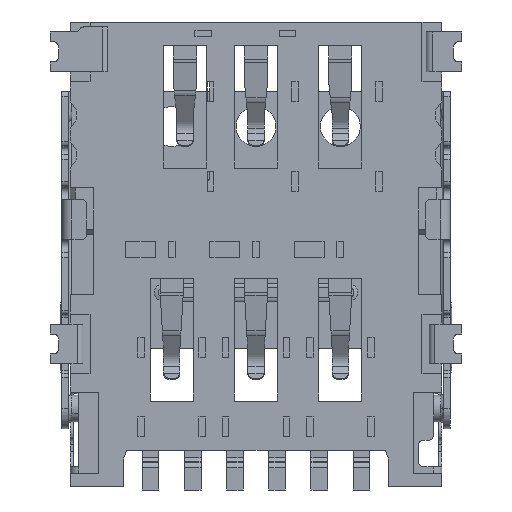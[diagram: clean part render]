
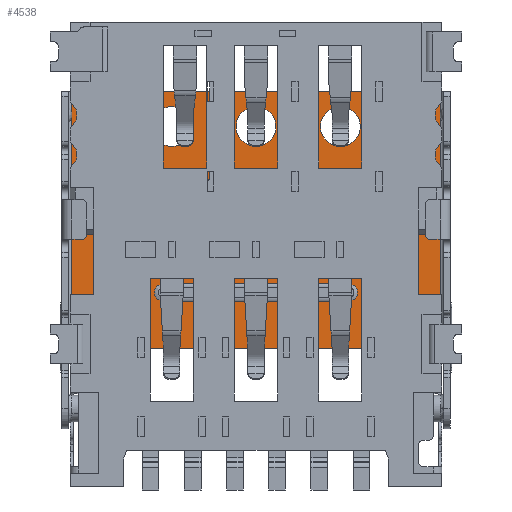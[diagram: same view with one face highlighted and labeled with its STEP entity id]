
A CAD part, front view. The second image highlights one B-rep face of the part: STEP entity #4538.
In plain terms, the highlighted planar face has unit normal (0, -1, 0).
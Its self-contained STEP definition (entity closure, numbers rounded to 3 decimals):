
#4538=ADVANCED_FACE('NONE',(#9376,#9377,#9378,#9379,#9380,#9381),#9382,.F.);
#9376=FACE_OUTER_BOUND('',#12541,.T.);
#9377=FACE_BOUND('',#12542,.T.);
#9378=FACE_BOUND('',#12543,.T.);
#9379=FACE_BOUND('',#12544,.T.);
#9380=FACE_BOUND('',#12545,.T.);
#9381=FACE_BOUND('',#12546,.T.);
#9382=PLANE('',#12547);
#12541=EDGE_LOOP('',(#21794,#21795,#21796,#21797,#21798,#21799,#21800,#21801,#21802,#21803,#21804,#21805));
#12542=EDGE_LOOP('',(#21806,#21807));
#12543=EDGE_LOOP('',(#21808,#21809));
#12544=EDGE_LOOP('',(#21810,#21811));
#12545=EDGE_LOOP('',(#21812,#21813,#21814,#21815));
#12546=EDGE_LOOP('',(#21816,#21817,#21818,#21819));
#12547=AXIS2_PLACEMENT_3D('',#21820,#21821,#21822);
#21794=ORIENTED_EDGE('',*,*,#28563,.F.);
#21795=ORIENTED_EDGE('',*,*,#28566,.F.);
#21796=ORIENTED_EDGE('',*,*,#28567,.F.);
#21797=ORIENTED_EDGE('',*,*,#28570,.F.);
#21798=ORIENTED_EDGE('',*,*,#28571,.F.);
#21799=ORIENTED_EDGE('',*,*,#28574,.F.);
#21800=ORIENTED_EDGE('',*,*,#28576,.F.);
#21801=ORIENTED_EDGE('',*,*,#28598,.T.);
#21802=ORIENTED_EDGE('',*,*,#28583,.F.);
#21803=ORIENTED_EDGE('',*,*,#28599,.T.);
#21804=ORIENTED_EDGE('',*,*,#28594,.F.);
#21805=ORIENTED_EDGE('',*,*,#28597,.F.);
#21806=ORIENTED_EDGE('',*,*,#28425,.F.);
#21807=ORIENTED_EDGE('',*,*,#28544,.F.);
#21808=ORIENTED_EDGE('',*,*,#28429,.F.);
#21809=ORIENTED_EDGE('',*,*,#28545,.F.);
#21810=ORIENTED_EDGE('',*,*,#28433,.F.);
#21811=ORIENTED_EDGE('',*,*,#28546,.F.);
#21812=ORIENTED_EDGE('',*,*,#28550,.F.);
#21813=ORIENTED_EDGE('',*,*,#28542,.T.);
#21814=ORIENTED_EDGE('',*,*,#28551,.F.);
#21815=ORIENTED_EDGE('',*,*,#28549,.F.);
#21816=ORIENTED_EDGE('',*,*,#28600,.T.);
#21817=ORIENTED_EDGE('',*,*,#28601,.T.);
#21818=ORIENTED_EDGE('',*,*,#28602,.T.);
#21819=ORIENTED_EDGE('',*,*,#28603,.T.);
#21820=CARTESIAN_POINT('',(5.772,1.2,-10.005));
#21821=DIRECTION('',(-0.0,1.0,0.0));
#21822=DIRECTION('',(1.0,0.0,0.0));
#28425=EDGE_CURVE('NONE',#32355,#32356,#32357,.T.);
#28429=EDGE_CURVE('NONE',#32363,#32364,#32365,.T.);
#28433=EDGE_CURVE('NONE',#32371,#32372,#32373,.T.);
#28542=EDGE_CURVE('NONE',#32586,#32584,#32587,.T.);
#28544=EDGE_CURVE('NONE',#32356,#32355,#32589,.T.);
#28545=EDGE_CURVE('NONE',#32364,#32363,#32590,.T.);
#28546=EDGE_CURVE('NONE',#32372,#32371,#32591,.T.);
#28549=EDGE_CURVE('NONE',#32594,#32592,#32596,.T.);
#28550=EDGE_CURVE('NONE',#32586,#32594,#32597,.T.);
#28551=EDGE_CURVE('NONE',#32592,#32584,#32598,.T.);
#28563=EDGE_CURVE('NONE',#32615,#32617,#32618,.T.);
#28566=EDGE_CURVE('NONE',#32620,#32615,#32622,.T.);
#28567=EDGE_CURVE('NONE',#32623,#32620,#32624,.T.);
#28570=EDGE_CURVE('NONE',#32626,#32623,#32628,.T.);
#28571=EDGE_CURVE('NONE',#32629,#32626,#32630,.T.);
#28574=EDGE_CURVE('NONE',#32632,#32629,#32634,.T.);
#28576=EDGE_CURVE('NONE',#32635,#32632,#32638,.T.);
#28583=EDGE_CURVE('NONE',#32648,#32650,#32651,.T.);
#28594=EDGE_CURVE('NONE',#32667,#32669,#32670,.T.);
#28597=EDGE_CURVE('NONE',#32617,#32667,#32674,.T.);
#28598=EDGE_CURVE('NONE',#32635,#32650,#32675,.T.);
#28599=EDGE_CURVE('NONE',#32648,#32669,#32676,.T.);
#28600=EDGE_CURVE('NONE',#32677,#32678,#32679,.T.);
#28601=EDGE_CURVE('NONE',#32678,#32680,#32681,.T.);
#28602=EDGE_CURVE('NONE',#32680,#32682,#32683,.T.);
#28603=EDGE_CURVE('NONE',#32682,#32677,#32684,.T.);
#32355=VERTEX_POINT('NONE',#36327);
#32356=VERTEX_POINT('NONE',#36328);
#32357=CIRCLE('',#36329,0.6);
#32363=VERTEX_POINT('NONE',#36337);
#32364=VERTEX_POINT('NONE',#36338);
#32365=CIRCLE('',#36339,0.6);
#32371=VERTEX_POINT('NONE',#36347);
#32372=VERTEX_POINT('NONE',#36348);
#32373=CIRCLE('',#36349,0.6);
#32584=VERTEX_POINT('NONE',#37000);
#32586=VERTEX_POINT('NONE',#37003);
#32587=CIRCLE('',#37004,0.85);
#32589=CIRCLE('',#37007,0.6);
#32590=CIRCLE('',#37008,0.6);
#32591=CIRCLE('',#37009,0.6);
#32592=VERTEX_POINT('NONE',#37010);
#32594=VERTEX_POINT('NONE',#37013);
#32596=CIRCLE('',#37016,0.85);
#32597=LINE('',#37017,#37018);
#32598=LINE('',#37019,#37020);
#32615=VERTEX_POINT('NONE',#37079);
#32617=VERTEX_POINT('NONE',#37082);
#32618=LINE('',#37083,#37084);
#32620=VERTEX_POINT('NONE',#37087);
#32622=CIRCLE('',#37090,0.5);
#32623=VERTEX_POINT('NONE',#37091);
#32624=LINE('',#37092,#37093);
#32626=VERTEX_POINT('NONE',#37096);
#32628=CIRCLE('',#37099,0.5);
#32629=VERTEX_POINT('NONE',#37100);
#32630=LINE('',#37101,#37102);
#32632=VERTEX_POINT('NONE',#37105);
#32634=CIRCLE('',#37108,0.5);
#32635=VERTEX_POINT('NONE',#37109);
#32638=LINE('',#37112,#37113);
#32648=VERTEX_POINT('NONE',#37126);
#32650=VERTEX_POINT('NONE',#37128);
#32651=LINE('',#37129,#37130);
#32667=VERTEX_POINT('NONE',#37152);
#32669=VERTEX_POINT('NONE',#37155);
#32670=LINE('',#37156,#37157);
#32674=CIRCLE('',#37162,0.5);
#32675=LINE('',#37163,#37164);
#32676=LINE('',#37165,#37166);
#32677=VERTEX_POINT('NONE',#37167);
#32678=VERTEX_POINT('NONE',#37168);
#32679=LINE('',#37169,#37170);
#32680=VERTEX_POINT('NONE',#37171);
#32681=CIRCLE('',#37172,0.259);
#32682=VERTEX_POINT('NONE',#37173);
#32683=LINE('',#37174,#37175);
#32684=CIRCLE('',#37176,0.259);
#36327=CARTESIAN_POINT('',(-3.14,1.2,-3.15));
#36328=CARTESIAN_POINT('',(-1.94,1.2,-3.15));
#36329=AXIS2_PLACEMENT_3D('',#41073,#41074,#41075);
#36337=CARTESIAN_POINT('',(-0.6,1.2,-3.15));
#36338=CARTESIAN_POINT('',(0.6,1.2,-3.15));
#36339=AXIS2_PLACEMENT_3D('',#41081,#41082,#41083);
#36347=CARTESIAN_POINT('',(1.94,1.2,-3.15));
#36348=CARTESIAN_POINT('',(3.14,1.2,-3.15));
#36349=AXIS2_PLACEMENT_3D('',#41089,#41090,#41091);
#37000=CARTESIAN_POINT('',(-2.5,1.2,-4.9));
#37003=CARTESIAN_POINT('',(-2.5,1.2,-6.6));
#37004=AXIS2_PLACEMENT_3D('',#41203,#41204,#41205);
#37007=AXIS2_PLACEMENT_3D('',#41207,#41208,#41209);
#37008=AXIS2_PLACEMENT_3D('',#41210,#41211,#41212);
#37009=AXIS2_PLACEMENT_3D('',#41213,#41214,#41215);
#37010=CARTESIAN_POINT('',(2.5,1.2,-4.9));
#37013=CARTESIAN_POINT('',(2.5,1.2,-6.6));
#37016=AXIS2_PLACEMENT_3D('',#41218,#41219,#41220);
#37017=CARTESIAN_POINT('',(0.,1.2,-6.6));
#37018=VECTOR('',#41221,1000.0);
#37019=CARTESIAN_POINT('',(0.,1.2,-4.9));
#37020=VECTOR('',#41222,1000.0);
#37079=CARTESIAN_POINT('',(-3.383,1.2,-9.75));
#37082=CARTESIAN_POINT('',(-3.917,1.2,-9.35));
#37083=CARTESIAN_POINT('',(-3.65,1.2,-9.55));
#37084=VECTOR('',#41238,1000.0);
#37087=CARTESIAN_POINT('',(-3.083,1.2,-9.85));
#37090=AXIS2_PLACEMENT_3D('',#41241,#41242,#41243);
#37091=CARTESIAN_POINT('',(3.083,1.2,-9.85));
#37092=CARTESIAN_POINT('',(0.,1.2,-9.85));
#37093=VECTOR('',#41244,1000.0);
#37096=CARTESIAN_POINT('',(3.383,1.2,-9.75));
#37099=AXIS2_PLACEMENT_3D('',#41247,#41248,#41249);
#37100=CARTESIAN_POINT('',(3.917,1.2,-9.35));
#37101=CARTESIAN_POINT('',(3.65,1.2,-9.55));
#37102=VECTOR('',#41250,1000.0);
#37105=CARTESIAN_POINT('',(4.217,1.2,-9.25));
#37108=AXIS2_PLACEMENT_3D('',#41253,#41254,#41255);
#37109=CARTESIAN_POINT('',(5.55,1.2,-9.25));
#37112=CARTESIAN_POINT('',(5.033,1.2,-9.25));
#37113=VECTOR('',#41259,1000.0);
#37126=CARTESIAN_POINT('',(-5.55,1.2,-2.1));
#37128=CARTESIAN_POINT('',(5.55,1.2,-2.1));
#37129=CARTESIAN_POINT('',(0.,1.2,-2.1));
#37130=VECTOR('',#41272,1000.0);
#37152=CARTESIAN_POINT('',(-4.217,1.2,-9.25));
#37155=CARTESIAN_POINT('',(-5.55,1.2,-9.25));
#37156=CARTESIAN_POINT('',(-5.033,1.2,-9.25));
#37157=VECTOR('',#41289,1000.0);
#37162=AXIS2_PLACEMENT_3D('',#41294,#41295,#41296);
#37163=CARTESIAN_POINT('',(5.55,1.2,-5.975));
#37164=VECTOR('',#41297,1000.0);
#37165=CARTESIAN_POINT('',(-5.55,1.2,-5.975));
#37166=VECTOR('',#41298,1000.0);
#37167=CARTESIAN_POINT('',(-2.8,1.2,-7.891));
#37168=CARTESIAN_POINT('',(2.8,1.2,-7.891));
#37169=CARTESIAN_POINT('',(0.,1.2,-7.891));
#37170=VECTOR('',#41299,1000.0);
#37171=CARTESIAN_POINT('',(2.8,1.2,-8.409));
#37172=AXIS2_PLACEMENT_3D('',#41300,#41301,#41302);
#37173=CARTESIAN_POINT('',(-2.8,1.2,-8.409));
#37174=CARTESIAN_POINT('',(0.,1.2,-8.409));
#37175=VECTOR('',#41303,1000.0);
#37176=AXIS2_PLACEMENT_3D('',#41304,#41305,#41306);
#41073=CARTESIAN_POINT('',(-2.54,1.2,-3.15));
#41074=DIRECTION('',(0.,-1.0,-0.0));
#41075=DIRECTION('',(-1.0,0.,0.0));
#41081=CARTESIAN_POINT('',(0.,1.2,-3.15));
#41082=DIRECTION('',(0.,-1.0,-0.0));
#41083=DIRECTION('',(-1.0,0.,0.0));
#41089=CARTESIAN_POINT('',(2.54,1.2,-3.15));
#41090=DIRECTION('',(0.,-1.0,-0.0));
#41091=DIRECTION('',(-1.0,0.,0.0));
#41203=CARTESIAN_POINT('',(-2.5,1.2,-5.75));
#41204=DIRECTION('',(0.0,1.0,0.0));
#41205=DIRECTION('',(0.0,0.0,1.0));
#41207=CARTESIAN_POINT('',(-2.54,1.2,-3.15));
#41208=DIRECTION('',(0.,-1.0,-0.0));
#41209=DIRECTION('',(-1.0,0.,0.0));
#41210=CARTESIAN_POINT('',(0.,1.2,-3.15));
#41211=DIRECTION('',(0.,-1.0,-0.0));
#41212=DIRECTION('',(-1.0,0.,0.0));
#41213=CARTESIAN_POINT('',(2.54,1.2,-3.15));
#41214=DIRECTION('',(0.,-1.0,-0.0));
#41215=DIRECTION('',(-1.0,0.,0.0));
#41218=CARTESIAN_POINT('',(2.5,1.2,-5.75));
#41219=DIRECTION('',(0.0,-1.0,0.0));
#41220=DIRECTION('',(0.0,0.0,1.0));
#41221=DIRECTION('',(1.0,0.0,0.0));
#41222=DIRECTION('',(-1.0,-0.0,-0.0));
#41238=DIRECTION('',(-0.8,0.0,0.6));
#41241=CARTESIAN_POINT('',(-3.083,1.2,-9.35));
#41242=DIRECTION('',(0.0,1.0,0.));
#41243=DIRECTION('',(0.0,0.,1.0));
#41244=DIRECTION('',(-1.0,-0.0,-0.0));
#41247=CARTESIAN_POINT('',(3.083,1.2,-9.35));
#41248=DIRECTION('',(0.0,1.0,0.));
#41249=DIRECTION('',(0.0,0.,1.0));
#41250=DIRECTION('',(-0.8,-0.0,-0.6));
#41253=CARTESIAN_POINT('',(4.217,1.2,-9.75));
#41254=DIRECTION('',(0.0,-1.0,0.0));
#41255=DIRECTION('',(0.0,0.0,-1.0));
#41259=DIRECTION('',(-1.0,-0.0,-0.0));
#41272=DIRECTION('',(1.0,0.0,0.0));
#41289=DIRECTION('',(-1.0,-0.0,-0.0));
#41294=CARTESIAN_POINT('',(-4.217,1.2,-9.75));
#41295=DIRECTION('',(0.0,-1.0,0.0));
#41296=DIRECTION('',(0.0,0.0,-1.0));
#41297=DIRECTION('',(0.0,0.0,1.0));
#41298=DIRECTION('',(-0.0,-0.0,-1.0));
#41299=DIRECTION('',(1.0,0.0,0.0));
#41300=CARTESIAN_POINT('',(2.8,1.2,-8.15));
#41301=DIRECTION('',(0.0,1.0,0.0));
#41302=DIRECTION('',(0.0,0.0,-1.0));
#41303=DIRECTION('',(-1.0,-0.0,-0.0));
#41304=CARTESIAN_POINT('',(-2.8,1.2,-8.15));
#41305=DIRECTION('',(0.0,1.0,0.0));
#41306=DIRECTION('',(0.,0.0,-1.0));
